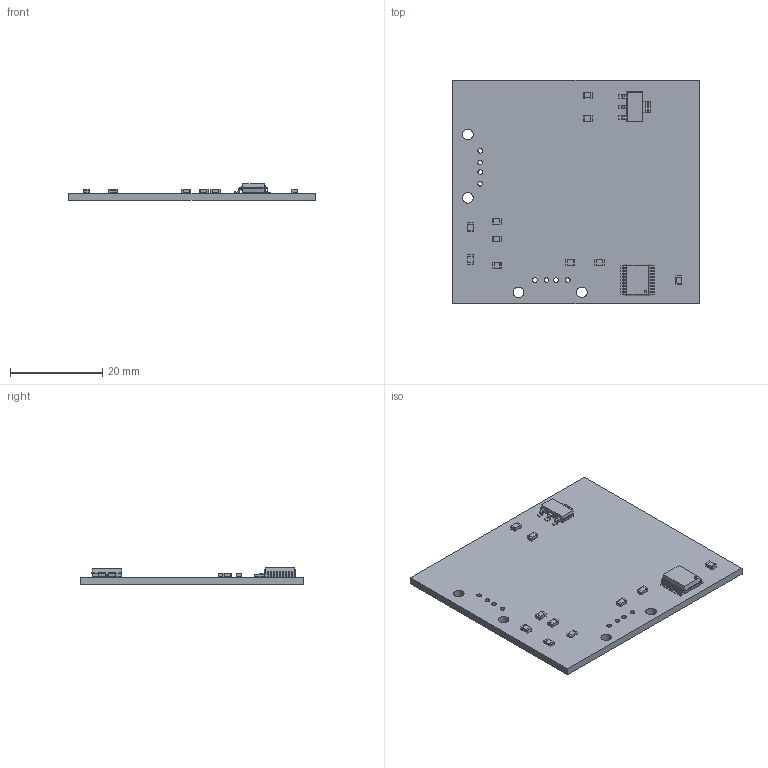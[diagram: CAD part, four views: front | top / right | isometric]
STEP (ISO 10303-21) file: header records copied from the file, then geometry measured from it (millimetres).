
FILE_DESCRIPTION(('KiCad electronic assembly'),'2;1');
FILE_NAME('Dongle.step','2018-11-29T22:41:24',('An Author'),('A Company' ),'Open CASCADE STEP processor 6.8','KiCad to STEP converter', 'Unknown');
FILE_SCHEMA(('AUTOMOTIVE_DESIGN_CC2 { 1 2 10303 214 -1 1 5 4 }'));
Length unit declared in the file: millimetre
Products named in the file (11): Open CASCADE STEP translator 6.8 1; C_0805; SOLID; USB_A; R_0805; SOT-223; SSOP-20_5.3x7.2mm_Pitch0.65mm; COMPOUND
Assembly tree (19 placements, depth 3):
  Open CASCADE STEP translator 6.8 1
    C_0805  x8
      SOLID
    USB_A  x2
    R_0805  x2
      SOLID
    SOT-223
      SOLID
    SSOP-20_5.3x7.2mm_Pitch0.65mm
      SOLID
    COMPOUND
Bounding box: 53.34 x 48.26 x 3.65 mm (x, y, z)
Volume: 4201.7 mm3; surface area: 5847.3 mm2
Topology: 13 solids, 13 shells, 712 faces, 1875 edges, 1206 vertices
Faces by surface type: plane 431, cylinder 221, bspline 60
Full cylindrical faces by diameter (mm): 0.5 x1, 1 x8, 2.3 x4
Entity records: 51233 total; most frequent: CARTESIAN_POINT 23289, DIRECTION 4113, ORIENTED_EDGE 2586, PCURVE 2586, DEFINITIONAL_REPRESENTATION 2586, LINE 2583, VECTOR 2583, EDGE_CURVE 1293
